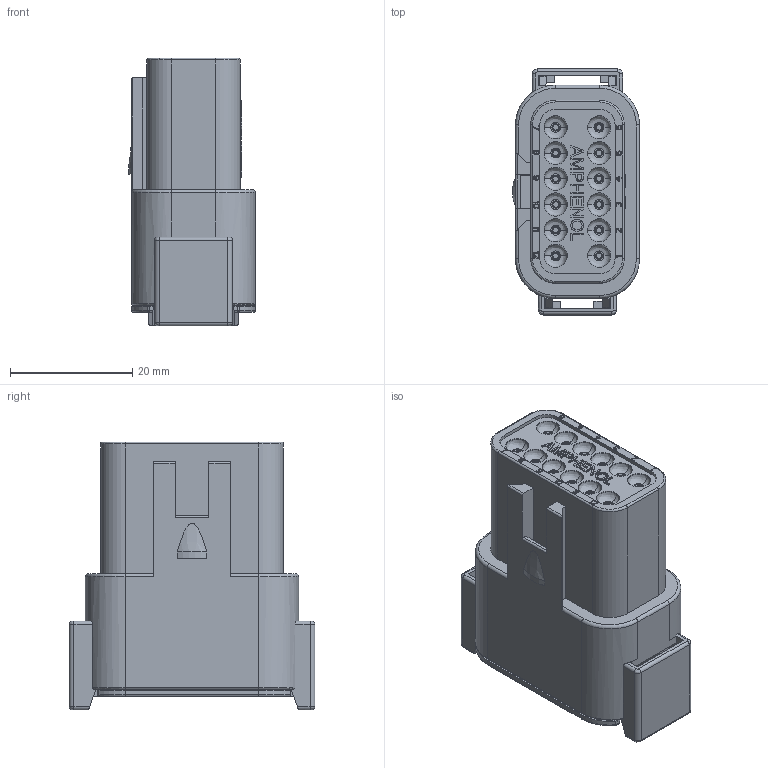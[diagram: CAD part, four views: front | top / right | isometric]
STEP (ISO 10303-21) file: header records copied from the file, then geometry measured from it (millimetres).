
FILE_DESCRIPTION((''),'2;1');
FILE_NAME('26-54230-12PA1','2016-03-21T',('sullen.zhang'),(''),'PRO/ENGINEER BY PARAMETRIC TECHNOLOGY CORPORATION, 2013230','PRO/ENGINEER BY PARAMETRIC TECHNOLOGY CORPORATION, 2013230','');
FILE_SCHEMA(('CONFIG_CONTROL_DESIGN'));
Length unit declared in the file: millimetre
Products named in the file (1): 26-54230-12PA1
Bounding box: 20.73 x 40.2 x 43.75 mm (x, y, z)
Volume: 15865.3 mm3; surface area: 8707.7 mm2
Topology: 1 solids, 1 shells, 1448 faces, 3923 edges, 2550 vertices
Faces by surface type: plane 1109, cylinder 179, torus 70, bspline 38, extrusion 35, cone 17
Entity records: 46001 total; most frequent: CARTESIAN_POINT 9491, ORIENTED_EDGE 7846, DIRECTION 7078, EDGE_CURVE 3923, VECTOR 3284, LINE 3249, VERTEX_POINT 2550, AXIS2_PLACEMENT_3D 1897
